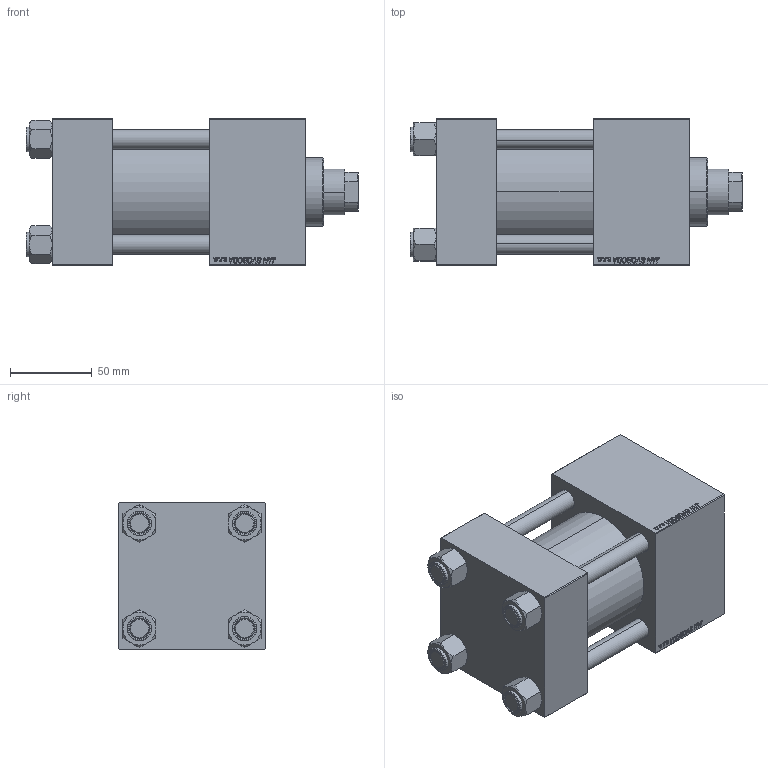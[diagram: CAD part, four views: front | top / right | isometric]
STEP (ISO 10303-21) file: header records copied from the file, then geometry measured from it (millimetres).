
FILE_DESCRIPTION (( 'STEP AP203' ), '1' );
FILE_NAME ('f4bd.STEP', '2022-04-15T16:15:22', ( '' ), ( '' ), 'SwSTEP 2.0', 'SolidWorks 2019', '' );
FILE_SCHEMA (( 'CONFIG_CONTROL_DESIGN' ));
Length unit declared in the file: millimetre
Products named in the file (6): NUT_M5_C 3f3d6ab0ca00355d20725fb4d38e2beb; V215_VC_A 3f3d6ab0ca00355d20725fb4d38e2beb; V215CR_C_TYCINKA 3f3d6ab0ca00355d20725fb4d38e2beb; f4bd; V215CR_VCP_C 3f3d6ab0ca00355d20725fb4d38e2beb; V215CR_C_Body 3f3d6ab0ca00355d20725fb4d38e2beb
Assembly tree (11 placements, depth 2):
  f4bd
    V215CR_C_Body 3f3d6ab0ca00355d20725fb4d38e2beb
    V215CR_VCP_C 3f3d6ab0ca00355d20725fb4d38e2beb
    NUT_M5_C 3f3d6ab0ca00355d20725fb4d38e2beb  x4
    V215CR_C_TYCINKA 3f3d6ab0ca00355d20725fb4d38e2beb  x4
    V215_VC_A 3f3d6ab0ca00355d20725fb4d38e2beb
Bounding box: 203 x 90 x 90 mm (x, y, z)
Volume: 321225.4 mm3; surface area: 179009 mm2
Topology: 10 solids, 11 shells, 1155 faces, 2890 edges, 1875 vertices
Faces by surface type: plane 528, bspline 392, cone 136, cylinder 91, torus 8
Entity records: 50409 total; most frequent: CARTESIAN_POINT 27142, ORIENTED_EDGE 5272, DIRECTION 3340, EDGE_CURVE 2636, VERTEX_POINT 1731, VECTOR 1596, LINE 1596, EDGE_LOOP 1165
